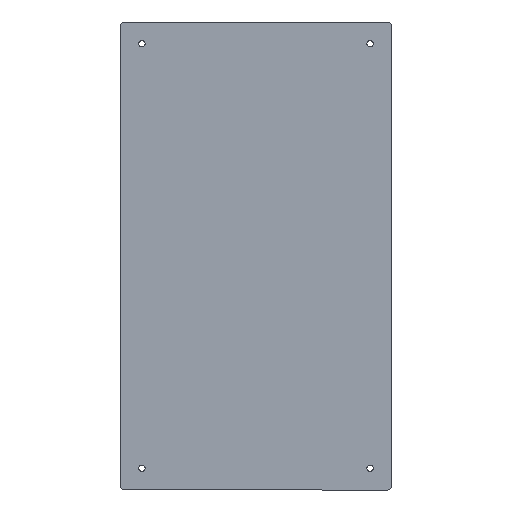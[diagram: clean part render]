
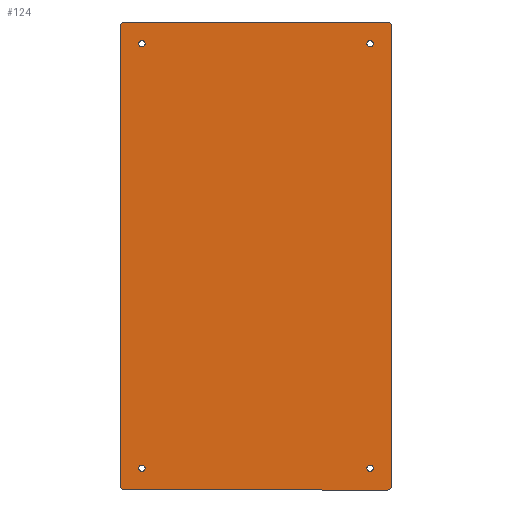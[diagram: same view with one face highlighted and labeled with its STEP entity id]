
A CAD part, left-side view. The second image highlights one B-rep face of the part: STEP entity #124.
In plain terms, the highlighted planar face has unit normal (-1, 0, 0).
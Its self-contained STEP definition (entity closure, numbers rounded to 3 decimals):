
#3 = EDGE_LOOP ( 'NONE', ( #274, #658 ) ) ;
#12 = VERTEX_POINT ( 'NONE', #374 ) ;
#15 = VERTEX_POINT ( 'NONE', #59 ) ;
#18 = CARTESIAN_POINT ( 'NONE',  ( 0., -78.5, -146. ) ) ;
#20 = AXIS2_PLACEMENT_3D ( 'NONE', #234, #189, #655 ) ;
#24 = FACE_BOUND ( 'NONE', #352, .T. ) ;
#29 = CARTESIAN_POINT ( 'NONE',  ( 0., 90.5, 161. ) ) ;
#35 = AXIS2_PLACEMENT_3D ( 'NONE', #52, #211, #267 ) ;
#36 = LINE ( 'NONE', #198, #489 ) ;
#52 = CARTESIAN_POINT ( 'NONE',  ( 0., 78.5, 146. ) ) ;
#59 = CARTESIAN_POINT ( 'NONE',  ( 0., 78.5, -148.2 ) ) ;
#66 = AXIS2_PLACEMENT_3D ( 'NONE', #392, #602, #344 ) ;
#67 = CIRCLE ( 'NONE', #402, 2.2 ) ;
#75 = ORIENTED_EDGE ( 'NONE', *, *, #304, .F. ) ;
#84 = CARTESIAN_POINT ( 'NONE',  ( 0., -90.5, 161. ) ) ;
#85 = CARTESIAN_POINT ( 'NONE',  ( 0., -78.5, 148.2 ) ) ;
#89 = AXIS2_PLACEMENT_3D ( 'NONE', #18, #106, #624 ) ;
#93 = DIRECTION ( 'NONE',  ( 0., 0., -1. ) ) ;
#95 = ORIENTED_EDGE ( 'NONE', *, *, #516, .F. ) ;
#106 = DIRECTION ( 'NONE',  ( 1., 0., 0. ) ) ;
#112 = CIRCLE ( 'NONE', #586, 2.2 ) ;
#122 = AXIS2_PLACEMENT_3D ( 'NONE', #649, #127, #93 ) ;
#123 = FACE_BOUND ( 'NONE', #285, .T. ) ;
#124 = ADVANCED_FACE ( 'NONE', ( #123, #235, #24, #598, #169 ), #377, .F. ) ;
#127 = DIRECTION ( 'NONE',  ( -1., 0., 0. ) ) ;
#134 = CARTESIAN_POINT ( 'NONE',  ( 0., -78.5, -143.8 ) ) ;
#138 = CARTESIAN_POINT ( 'NONE',  ( 0., 93.5, -158. ) ) ;
#155 = CIRCLE ( 'NONE', #205, 3. ) ;
#158 = VERTEX_POINT ( 'NONE', #388 ) ;
#167 = ORIENTED_EDGE ( 'NONE', *, *, #613, .T. ) ;
#168 = EDGE_CURVE ( 'NONE', #631, #12, #513, .T. ) ;
#169 = FACE_OUTER_BOUND ( 'NONE', #419, .T. ) ;
#172 = DIRECTION ( 'NONE',  ( 0., 0., 1. ) ) ;
#176 = CARTESIAN_POINT ( 'NONE',  ( 0., 0., 0. ) ) ;
#177 = VERTEX_POINT ( 'NONE', #307 ) ;
#179 = CARTESIAN_POINT ( 'NONE',  ( 0., -78.5, 146. ) ) ;
#183 = CIRCLE ( 'NONE', #35, 2.2 ) ;
#187 = DIRECTION ( 'NONE',  ( 1., 0., 0. ) ) ;
#189 = DIRECTION ( 'NONE',  ( -1., 0., 0. ) ) ;
#194 = VECTOR ( 'NONE', #355, 1000. ) ;
#195 = LINE ( 'NONE', #403, #443 ) ;
#198 = CARTESIAN_POINT ( 'NONE',  ( 0., 93.5, 161. ) ) ;
#199 = VERTEX_POINT ( 'NONE', #348 ) ;
#203 = VERTEX_POINT ( 'NONE', #138 ) ;
#205 = AXIS2_PLACEMENT_3D ( 'NONE', #558, #237, #605 ) ;
#207 = CARTESIAN_POINT ( 'NONE',  ( 0., 78.5, 143.8 ) ) ;
#208 = CIRCLE ( 'NONE', #263, 2.2 ) ;
#211 = DIRECTION ( 'NONE',  ( 1., 0., 0. ) ) ;
#215 = EDGE_CURVE ( 'NONE', #15, #407, #67, .T. ) ;
#225 = CIRCLE ( 'NONE', #587, 2.2 ) ;
#229 = EDGE_CURVE ( 'NONE', #444, #335, #112, .T. ) ;
#231 = LINE ( 'NONE', #499, #650 ) ;
#234 = CARTESIAN_POINT ( 'NONE',  ( 0., -90.5, 158. ) ) ;
#235 = FACE_BOUND ( 'NONE', #3, .T. ) ;
#237 = DIRECTION ( 'NONE',  ( -1., 0., 0. ) ) ;
#240 = DIRECTION ( 'NONE',  ( 0., 0., -1. ) ) ;
#243 = EDGE_CURVE ( 'NONE', #584, #536, #36, .T. ) ;
#247 = DIRECTION ( 'NONE',  ( -1., 0., 0. ) ) ;
#252 = VERTEX_POINT ( 'NONE', #514 ) ;
#253 = EDGE_CURVE ( 'NONE', #631, #252, #195, .T. ) ;
#258 = ORIENTED_EDGE ( 'NONE', *, *, #215, .F. ) ;
#260 = AXIS2_PLACEMENT_3D ( 'NONE', #449, #291, #336 ) ;
#262 = AXIS2_PLACEMENT_3D ( 'NONE', #176, #384, #492 ) ;
#263 = AXIS2_PLACEMENT_3D ( 'NONE', #179, #339, #286 ) ;
#267 = DIRECTION ( 'NONE',  ( 0., 0., -1. ) ) ;
#274 = ORIENTED_EDGE ( 'NONE', *, *, #542, .T. ) ;
#277 = CARTESIAN_POINT ( 'NONE',  ( 0., -90.5, -158. ) ) ;
#285 = EDGE_LOOP ( 'NONE', ( #474, #95 ) ) ;
#286 = DIRECTION ( 'NONE',  ( 0., 0., -1. ) ) ;
#291 = DIRECTION ( 'NONE',  ( 1., 0., 0. ) ) ;
#304 = EDGE_CURVE ( 'NONE', #203, #673, #614, .T. ) ;
#307 = CARTESIAN_POINT ( 'NONE',  ( 0., -78.5, 143.8 ) ) ;
#309 = ORIENTED_EDGE ( 'NONE', *, *, #393, .T. ) ;
#315 = VERTEX_POINT ( 'NONE', #85 ) ;
#324 = ORIENTED_EDGE ( 'NONE', *, *, #439, .F. ) ;
#330 = CIRCLE ( 'NONE', #20, 3. ) ;
#335 = VERTEX_POINT ( 'NONE', #207 ) ;
#336 = DIRECTION ( 'NONE',  ( 0., 0., 1. ) ) ;
#339 = DIRECTION ( 'NONE',  ( -1., 0., 0. ) ) ;
#344 = DIRECTION ( 'NONE',  ( 0., 0., -1. ) ) ;
#348 = CARTESIAN_POINT ( 'NONE',  ( 0., -78.5, -148.2 ) ) ;
#352 = EDGE_LOOP ( 'NONE', ( #258, #461 ) ) ;
#355 = DIRECTION ( 'NONE',  ( 0., 0., 1. ) ) ;
#357 = CIRCLE ( 'NONE', #66, 3. ) ;
#365 = CARTESIAN_POINT ( 'NONE',  ( 0., 93.5, 158. ) ) ;
#374 = CARTESIAN_POINT ( 'NONE',  ( 0., -93.5, -158. ) ) ;
#377 = PLANE ( 'NONE',  #262 ) ;
#384 = DIRECTION ( 'NONE',  ( 1., 0., 0. ) ) ;
#386 = EDGE_CURVE ( 'NONE', #567, #199, #478, .T. ) ;
#388 = CARTESIAN_POINT ( 'NONE',  ( 0., -93.5, 158. ) ) ;
#392 = CARTESIAN_POINT ( 'NONE',  ( 0., 90.5, -158. ) ) ;
#393 = EDGE_CURVE ( 'NONE', #335, #444, #183, .T. ) ;
#402 = AXIS2_PLACEMENT_3D ( 'NONE', #660, #247, #603 ) ;
#403 = CARTESIAN_POINT ( 'NONE',  ( 0., 93.5, -161. ) ) ;
#407 = VERTEX_POINT ( 'NONE', #643 ) ;
#419 = EDGE_LOOP ( 'NONE', ( #324, #167, #596, #548, #75, #532, #506, #515 ) ) ;
#434 = EDGE_CURVE ( 'NONE', #407, #15, #225, .T. ) ;
#439 = EDGE_CURVE ( 'NONE', #158, #12, #231, .T. ) ;
#440 = CARTESIAN_POINT ( 'NONE',  ( 0., 78.5, 148.2 ) ) ;
#443 = VECTOR ( 'NONE', #505, 1000. ) ;
#444 = VERTEX_POINT ( 'NONE', #440 ) ;
#449 = CARTESIAN_POINT ( 'NONE',  ( 0., -78.5, -146. ) ) ;
#453 = CARTESIAN_POINT ( 'NONE',  ( 0., 78.5, 146. ) ) ;
#461 = ORIENTED_EDGE ( 'NONE', *, *, #434, .F. ) ;
#462 = EDGE_CURVE ( 'NONE', #584, #673, #155, .T. ) ;
#474 = ORIENTED_EDGE ( 'NONE', *, *, #565, .F. ) ;
#475 = CARTESIAN_POINT ( 'NONE',  ( 0., 78.5, -146. ) ) ;
#478 = CIRCLE ( 'NONE', #89, 2.2 ) ;
#489 = VECTOR ( 'NONE', #618, 1000. ) ;
#492 = DIRECTION ( 'NONE',  ( 0., 0., -1. ) ) ;
#499 = CARTESIAN_POINT ( 'NONE',  ( 0., -93.5, 161. ) ) ;
#503 = CIRCLE ( 'NONE', #260, 2.2 ) ;
#504 = CARTESIAN_POINT ( 'NONE',  ( 0., -90.5, -161. ) ) ;
#505 = DIRECTION ( 'NONE',  ( 0., 1., 0. ) ) ;
#506 = ORIENTED_EDGE ( 'NONE', *, *, #253, .F. ) ;
#508 = DIRECTION ( 'NONE',  ( 0., 0., -1. ) ) ;
#509 = ORIENTED_EDGE ( 'NONE', *, *, #229, .T. ) ;
#513 = CIRCLE ( 'NONE', #651, 3. ) ;
#514 = CARTESIAN_POINT ( 'NONE',  ( 0., 90.5, -161. ) ) ;
#515 = ORIENTED_EDGE ( 'NONE', *, *, #168, .T. ) ;
#516 = EDGE_CURVE ( 'NONE', #315, #177, #653, .T. ) ;
#532 = ORIENTED_EDGE ( 'NONE', *, *, #629, .T. ) ;
#536 = VERTEX_POINT ( 'NONE', #84 ) ;
#542 = EDGE_CURVE ( 'NONE', #199, #567, #503, .T. ) ;
#548 = ORIENTED_EDGE ( 'NONE', *, *, #462, .T. ) ;
#549 = DIRECTION ( 'NONE',  ( 0., 0., -1. ) ) ;
#550 = CARTESIAN_POINT ( 'NONE',  ( 0., 93.5, 161. ) ) ;
#558 = CARTESIAN_POINT ( 'NONE',  ( 0., 90.5, 158. ) ) ;
#565 = EDGE_CURVE ( 'NONE', #177, #315, #208, .T. ) ;
#566 = DIRECTION ( 'NONE',  ( -1., 0., 0. ) ) ;
#567 = VERTEX_POINT ( 'NONE', #134 ) ;
#584 = VERTEX_POINT ( 'NONE', #29 ) ;
#586 = AXIS2_PLACEMENT_3D ( 'NONE', #453, #187, #508 ) ;
#587 = AXIS2_PLACEMENT_3D ( 'NONE', #475, #640, #172 ) ;
#596 = ORIENTED_EDGE ( 'NONE', *, *, #243, .F. ) ;
#598 = FACE_BOUND ( 'NONE', #611, .T. ) ;
#602 = DIRECTION ( 'NONE',  ( -1., 0., 0. ) ) ;
#603 = DIRECTION ( 'NONE',  ( 0., 0., 1. ) ) ;
#605 = DIRECTION ( 'NONE',  ( 0., 0., -1. ) ) ;
#611 = EDGE_LOOP ( 'NONE', ( #309, #509 ) ) ;
#613 = EDGE_CURVE ( 'NONE', #158, #536, #330, .T. ) ;
#614 = LINE ( 'NONE', #550, #194 ) ;
#618 = DIRECTION ( 'NONE',  ( 0., -1., 0. ) ) ;
#624 = DIRECTION ( 'NONE',  ( 0., 0., 1. ) ) ;
#629 = EDGE_CURVE ( 'NONE', #203, #252, #357, .T. ) ;
#631 = VERTEX_POINT ( 'NONE', #504 ) ;
#640 = DIRECTION ( 'NONE',  ( -1., 0., 0. ) ) ;
#643 = CARTESIAN_POINT ( 'NONE',  ( 0., 78.5, -143.8 ) ) ;
#649 = CARTESIAN_POINT ( 'NONE',  ( 0., -78.5, 146. ) ) ;
#650 = VECTOR ( 'NONE', #549, 1000. ) ;
#651 = AXIS2_PLACEMENT_3D ( 'NONE', #277, #566, #240 ) ;
#653 = CIRCLE ( 'NONE', #122, 2.2 ) ;
#655 = DIRECTION ( 'NONE',  ( 0., 0., -1. ) ) ;
#658 = ORIENTED_EDGE ( 'NONE', *, *, #386, .T. ) ;
#660 = CARTESIAN_POINT ( 'NONE',  ( 0., 78.5, -146. ) ) ;
#673 = VERTEX_POINT ( 'NONE', #365 ) ;
